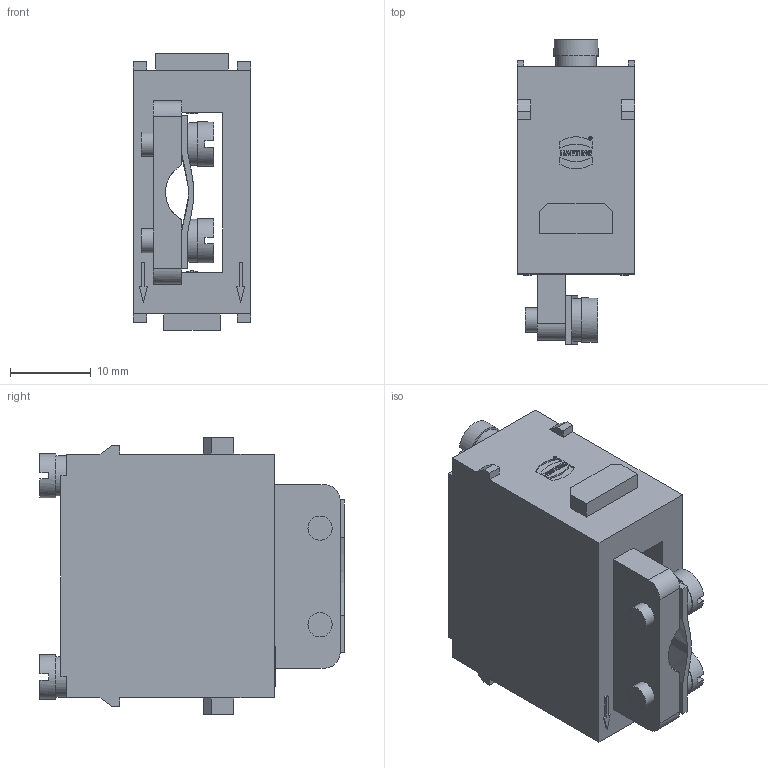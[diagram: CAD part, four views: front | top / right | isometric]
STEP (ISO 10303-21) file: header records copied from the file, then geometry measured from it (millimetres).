
FILE_DESCRIPTION(/* description */ (''),/* implementation_level */ '2;1');
FILE_NAME(/* name */ '100095063ugm000_b.stp',/* time_stamp */ '2017-10-31T07:33:14+01:00',/* author */ (''),/* organization */ (''),/* preprocessor_version */ 'ST-DEVELOPER v16',/* originating_system */ 'SIEMENS PLM Software NX 10.0',/* authorisation */ '');
FILE_SCHEMA (('AUTOMOTIVE_DESIGN { 1 0 10303 214 3 1 1 1 }'));
Length unit declared in the file: millimetre
Products named in the file (1): 100095063ugm000_b
Bounding box: 14.6 x 37.8 x 34.4 mm (x, y, z)
Volume: 7563.7 mm3; surface area: 5572.6 mm2
Topology: 1 solids, 1 shells, 407 faces, 1131 edges, 754 vertices
Faces by surface type: plane 383, cylinder 18, bspline 6
Full cylindrical faces by diameter (mm): 0.301 x1, 0.394 x1, 3 x2, 5 x2, 5.3 x2, 5.5 x4
Entity records: 14631 total; most frequent: CARTESIAN_POINT 2496, ORIENTED_EDGE 2238, DIRECTION 1958, EDGE_CURVE 1119, LINE 1048, VECTOR 1048, VERTEX_POINT 751, AXIS2_PLACEMENT_3D 455
